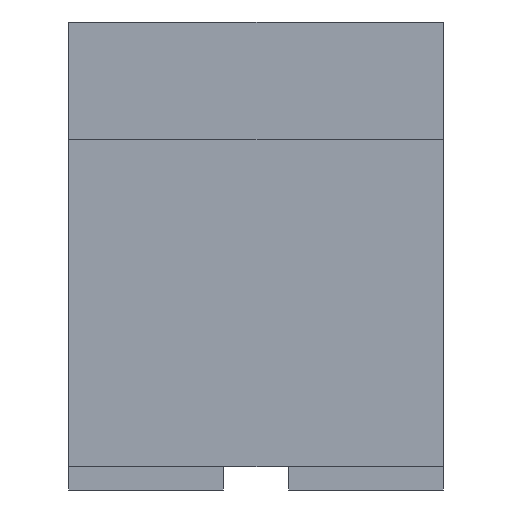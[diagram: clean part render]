
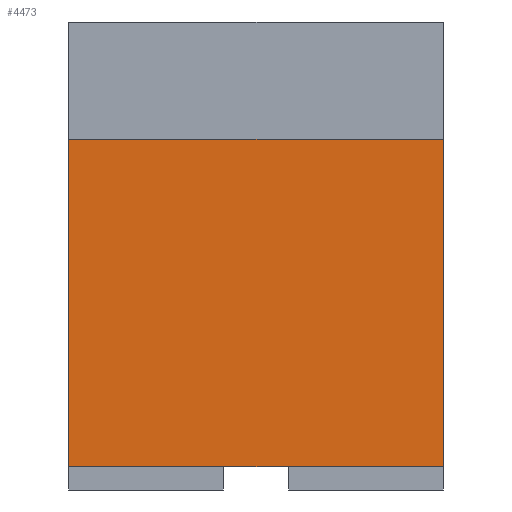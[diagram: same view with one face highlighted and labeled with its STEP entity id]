
A CAD part, left-side view. The second image highlights one B-rep face of the part: STEP entity #4473.
In plain terms, the highlighted planar face has unit normal (-1, 0, 0).
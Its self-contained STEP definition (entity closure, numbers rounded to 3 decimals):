
#359 = PLANE ( 'NONE',  #807 ) ;
#418 = LINE ( 'NONE', #7029, #2370 ) ;
#554 = ORIENTED_EDGE ( 'NONE', *, *, #8005, .T. ) ;
#807 = AXIS2_PLACEMENT_3D ( 'NONE', #9114, #6972, #2561 ) ;
#1266 = CARTESIAN_POINT ( 'NONE',  ( -1.7, 0.8, 0.1 ) ) ;
#1847 = CARTESIAN_POINT ( 'NONE',  ( -1.7, 0.8, 1.5 ) ) ;
#1891 = LINE ( 'NONE', #1847, #5589 ) ;
#1956 = LINE ( 'NONE', #1266, #5030 ) ;
#2318 = CARTESIAN_POINT ( 'NONE',  ( -1.7, -0.8, 0.1 ) ) ;
#2370 = VECTOR ( 'NONE', #3386, 1000. ) ;
#2396 = CARTESIAN_POINT ( 'NONE',  ( -1.7, 0.8, 1.5 ) ) ;
#2449 = VERTEX_POINT ( 'NONE', #3476 ) ;
#2561 = DIRECTION ( 'NONE',  ( 0., -1., 0. ) ) ;
#3122 = CARTESIAN_POINT ( 'NONE',  ( -1.7, 0.8, 0.1 ) ) ;
#3312 = VERTEX_POINT ( 'NONE', #8699 ) ;
#3386 = DIRECTION ( 'NONE',  ( 0., 0., 1. ) ) ;
#3476 = CARTESIAN_POINT ( 'NONE',  ( -1.7, 0.8, 0.1 ) ) ;
#3615 = EDGE_CURVE ( 'NONE', #2449, #7070, #1956, .T. ) ;
#3733 = VECTOR ( 'NONE', #7392, 1000. ) ;
#3735 = ORIENTED_EDGE ( 'NONE', *, *, #3615, .F. ) ;
#3969 = DIRECTION ( 'NONE',  ( 0., 1., 0. ) ) ;
#4473 = ADVANCED_FACE ( 'NONE', ( #5440 ), #359, .F. ) ;
#5030 = VECTOR ( 'NONE', #5681, 1000. ) ;
#5440 = FACE_OUTER_BOUND ( 'NONE', #6172, .T. ) ;
#5589 = VECTOR ( 'NONE', #3969, 1000. ) ;
#5681 = DIRECTION ( 'NONE',  ( 0., 0., 1. ) ) ;
#5952 = ORIENTED_EDGE ( 'NONE', *, *, #7953, .T. ) ;
#6172 = EDGE_LOOP ( 'NONE', ( #5952, #3735, #7523, #554 ) ) ;
#6625 = LINE ( 'NONE', #3122, #3733 ) ;
#6972 = DIRECTION ( 'NONE',  ( 1., 0., 0. ) ) ;
#7029 = CARTESIAN_POINT ( 'NONE',  ( -1.7, -0.8, 0.1 ) ) ;
#7070 = VERTEX_POINT ( 'NONE', #2396 ) ;
#7392 = DIRECTION ( 'NONE',  ( 0., 1., 0. ) ) ;
#7523 = ORIENTED_EDGE ( 'NONE', *, *, #8204, .F. ) ;
#7953 = EDGE_CURVE ( 'NONE', #3312, #7070, #1891, .T. ) ;
#8005 = EDGE_CURVE ( 'NONE', #9469, #3312, #418, .T. ) ;
#8204 = EDGE_CURVE ( 'NONE', #9469, #2449, #6625, .T. ) ;
#8699 = CARTESIAN_POINT ( 'NONE',  ( -1.7, -0.8, 1.5 ) ) ;
#9114 = CARTESIAN_POINT ( 'NONE',  ( -1.7, 0.8, 0.1 ) ) ;
#9469 = VERTEX_POINT ( 'NONE', #2318 ) ;
